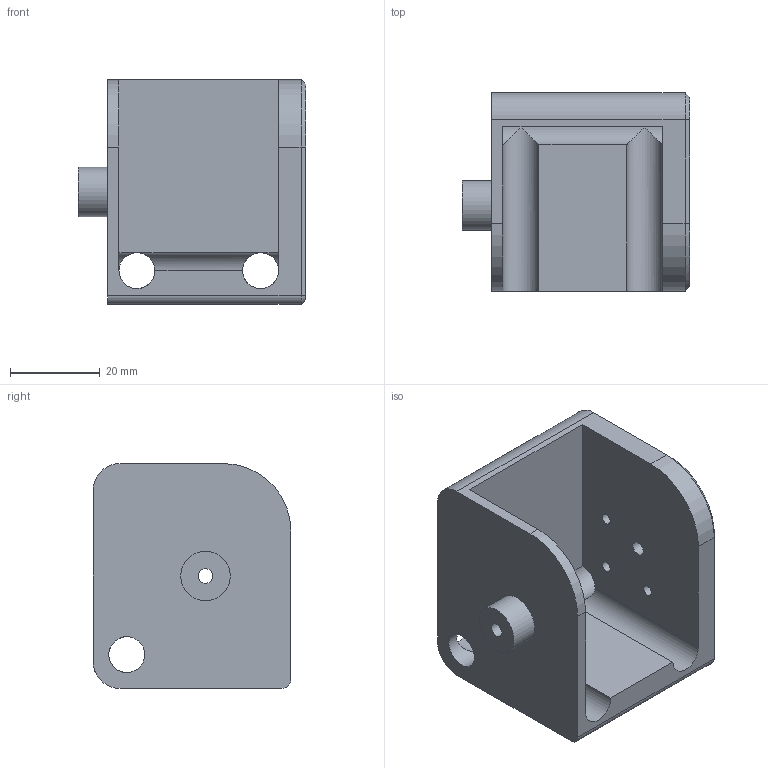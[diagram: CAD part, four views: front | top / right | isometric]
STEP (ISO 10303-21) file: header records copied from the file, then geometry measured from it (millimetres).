
FILE_DESCRIPTION(/* description */ ('Unknown'),/* implementation_level */ '2;1');
FILE_NAME(/* name */ 'OpenFrame - 90 Degree Mirror Mount',/* time_stamp */ '2023-06-13T12:38:15+01:00',/* author */ ('Unknown'),/* organization */ ('Unknown'),/* preprocessor_version */ 'ST-DEVELOPER v18.1',/* originating_system */ 'Solid Edge',/* authorisation */ 'Unknown');
FILE_SCHEMA (('AUTOMOTIVE_DESIGN {1 0 10303 214 3 1 1}'));
Length unit declared in the file: millimetre
Products named in the file (1): OpenFrame - 90 Degree Mirror Mount
Bounding box: 50.5 x 44 x 50 mm (x, y, z)
Volume: 37085.5 mm3; surface area: 16287.2 mm2
Topology: 1 solids, 1 shells, 37 faces, 109 edges, 69 vertices
Faces by surface type: cylinder 18, plane 15, cone 4
Full cylindrical faces by diameter (mm): 2.459 x3, 3.242 x2, 8 x4, 11 x1
Entity records: 1451 total; most frequent: DIRECTION 208, CARTESIAN_POINT 204, ORIENTED_EDGE 184, EDGE_CURVE 92, AXIS2_PLACEMENT_3D 80, VERTEX_POINT 62, EDGE_LOOP 60, FACE_BOUND 60
